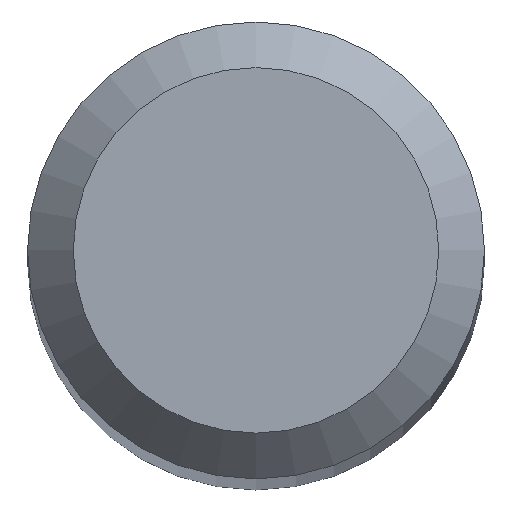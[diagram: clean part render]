
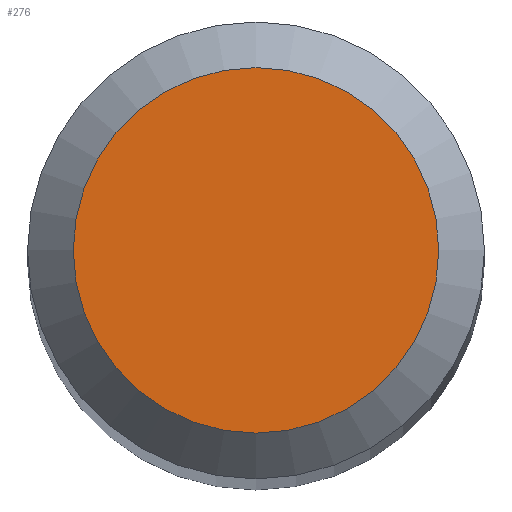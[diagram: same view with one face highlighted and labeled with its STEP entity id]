
A CAD part, top view. The second image highlights one B-rep face of the part: STEP entity #276.
In plain terms, the highlighted planar face has unit normal (0, 0, 1).
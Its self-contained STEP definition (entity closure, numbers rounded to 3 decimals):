
#112 = VERTEX_POINT ( 'NONE', #269 ) ;
#138 = AXIS2_PLACEMENT_3D ( 'NONE', #236, #240, #146 ) ;
#146 = DIRECTION ( 'NONE',  ( 0., 1., 0. ) ) ;
#163 = EDGE_CURVE ( 'NONE', #112, #112, #180, .T. ) ;
#170 = CARTESIAN_POINT ( 'NONE',  ( 0., 0., 46. ) ) ;
#174 = FACE_OUTER_BOUND ( 'NONE', #301, .T. ) ;
#180 = CIRCLE ( 'NONE', #138, 1.2 ) ;
#217 = PLANE ( 'NONE',  #279 ) ;
#228 = ORIENTED_EDGE ( 'NONE', *, *, #163, .F. ) ;
#236 = CARTESIAN_POINT ( 'NONE',  ( 0., 0., 46. ) ) ;
#240 = DIRECTION ( 'NONE',  ( 0., 0., -1. ) ) ;
#263 = DIRECTION ( 'NONE',  ( 0., 1., 0. ) ) ;
#265 = DIRECTION ( 'NONE',  ( 0., 0., -1. ) ) ;
#269 = CARTESIAN_POINT ( 'NONE',  ( 0., 1.2, 46. ) ) ;
#276 = ADVANCED_FACE ( 'NONE', ( #174 ), #217, .F. ) ;
#279 = AXIS2_PLACEMENT_3D ( 'NONE', #170, #265, #263 ) ;
#301 = EDGE_LOOP ( 'NONE', ( #228 ) ) ;
